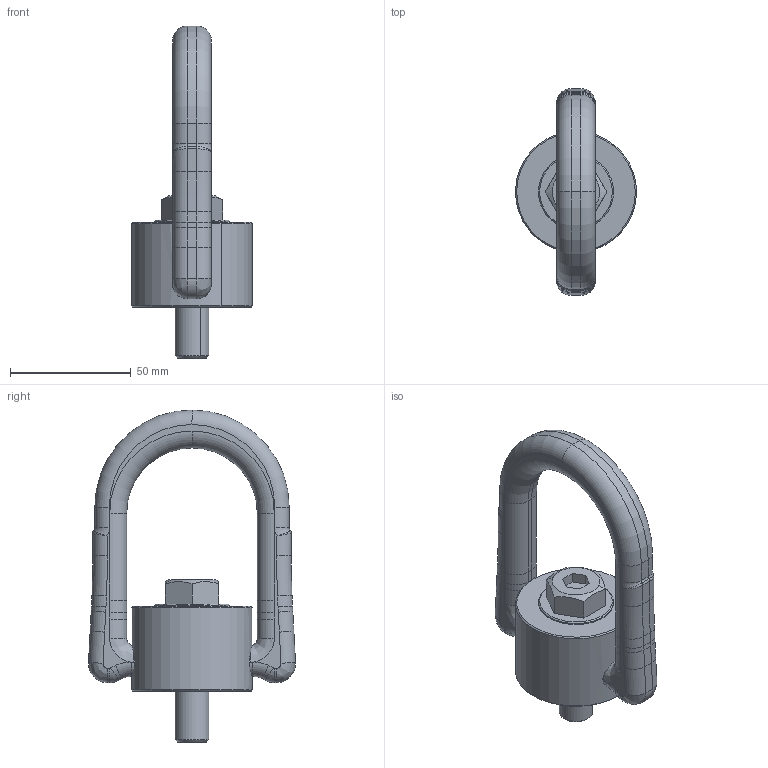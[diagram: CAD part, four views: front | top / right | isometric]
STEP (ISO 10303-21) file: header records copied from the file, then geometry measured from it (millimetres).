
FILE_DESCRIPTION(('CATIA V5 STEP Exchange'),'2;1');
FILE_NAME('8-231-015.stp','2016-03-29T05:46:42+00:00',('none'),('none'),'CATIA Version 5 Release 21 GA (IN-10)','CATIA V5 STEP AP203','none');
FILE_SCHEMA(('CONFIG_CONTROL_DESIGN'));
Length unit declared in the file: millimetre
Products named in the file (1): 8-231-015
Bounding box: 49.99 x 85.53 x 137.19 mm (x, y, z)
Volume: 126010.7 mm3; surface area: 23392.6 mm2
Topology: 1 solids, 1 shells, 170 faces, 408 edges, 240 vertices
Faces by surface type: cylinder 72, plane 40, torus 28, bspline 12, cone 10, extrusion 4, revolution 4
Entity records: 6096 total; most frequent: CARTESIAN_POINT 2475, ORIENTED_EDGE 808, DIRECTION 584, EDGE_CURVE 404, AXIS2_PLACEMENT_3D 275, VERTEX_POINT 240, EDGE_LOOP 176, VECTOR 170
